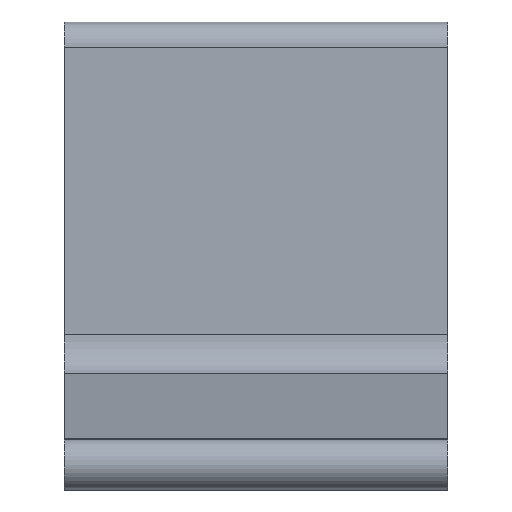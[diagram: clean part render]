
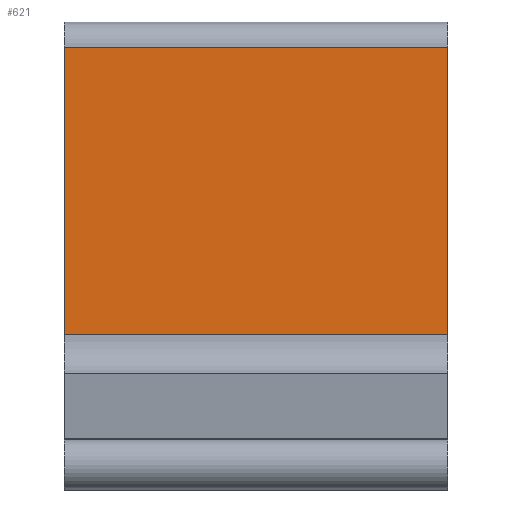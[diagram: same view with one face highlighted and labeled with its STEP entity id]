
A CAD part, top view. The second image highlights one B-rep face of the part: STEP entity #621.
In plain terms, the highlighted planar face has unit normal (0, 0, 1).
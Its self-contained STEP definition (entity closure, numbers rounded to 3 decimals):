
#562=CARTESIAN_POINT('Vertex',(190.,142.729,1.)) ;
#576=CARTESIAN_POINT('Vertex',(-190.,142.729,1.)) ;
#579=CARTESIAN_POINT('Line Origine',(0.,142.729,1.)) ;
#591=CARTESIAN_POINT('Axis2P3D Location',(0.,0.,1.)) ;
#596=CARTESIAN_POINT('Line Origine',(-190.,0.,1.)) ;
#600=CARTESIAN_POINT('Vertex',(-190.,-142.729,1.)) ;
#603=CARTESIAN_POINT('Line Origine',(0.,-142.729,1.)) ;
#607=CARTESIAN_POINT('Vertex',(190.,-142.729,1.)) ;
#610=CARTESIAN_POINT('Line Origine',(190.,0.,1.)) ;
#580=DIRECTION('Vector Direction',(1.,0.,0.)) ;
#592=DIRECTION('Axis2P3D Direction',(0.,0.,1.)) ;
#593=DIRECTION('Axis2P3D XDirection',(1.,0.,0.)) ;
#597=DIRECTION('Vector Direction',(0.,-1.,0.)) ;
#604=DIRECTION('Vector Direction',(-1.,0.,0.)) ;
#611=DIRECTION('Vector Direction',(0.,1.,0.)) ;
#594=AXIS2_PLACEMENT_3D('Plane Axis2P3D',#591,#592,#593) ;
#616=ORIENTED_EDGE('',*,*,#602,.T.) ;
#617=ORIENTED_EDGE('',*,*,#609,.T.) ;
#618=ORIENTED_EDGE('',*,*,#614,.T.) ;
#619=ORIENTED_EDGE('',*,*,#583,.T.) ;
#581=VECTOR('Line Direction',#580,1.) ;
#598=VECTOR('Line Direction',#597,1.) ;
#605=VECTOR('Line Direction',#604,1.) ;
#612=VECTOR('Line Direction',#611,1.) ;
#621=ADVANCED_FACE('Corps principal',(#620),#595,.T.) ;
#583=EDGE_CURVE('',#563,#577,#582,.F.) ;
#602=EDGE_CURVE('',#577,#601,#599,.T.) ;
#609=EDGE_CURVE('',#601,#608,#606,.F.) ;
#614=EDGE_CURVE('',#608,#563,#613,.T.) ;
#615=EDGE_LOOP('',(#616,#617,#618,#619)) ;
#620=FACE_OUTER_BOUND('',#615,.T.) ;
#582=LINE('Line',#579,#581) ;
#599=LINE('Line',#596,#598) ;
#606=LINE('Line',#603,#605) ;
#613=LINE('Line',#610,#612) ;
#595=PLANE('Plane',#594) ;
#563=VERTEX_POINT('',#562) ;
#577=VERTEX_POINT('',#576) ;
#601=VERTEX_POINT('',#600) ;
#608=VERTEX_POINT('',#607) ;
